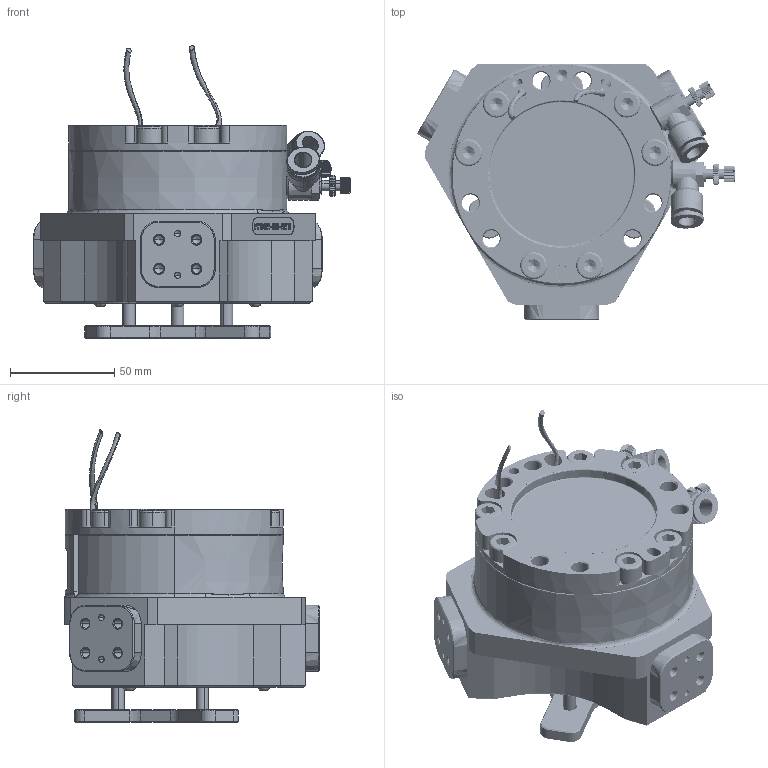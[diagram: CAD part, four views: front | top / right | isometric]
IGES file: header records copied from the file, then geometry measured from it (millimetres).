
Start section: SolidWorks IGES file using analytic representation for surfaces
Global section: file name: FY56ST-D80-BTS.IGS; native system: SolidWorks 2020; preprocessor: SolidWorks 2020; author: Administrator; date: 231113.153918; units: millimetre
Bounding box: 152.5 x 123.03 x 140.59 mm (x, y, z)
Surface area: 185312.2 mm2 (no closed solid volume)
Topology: 0 solids, 0 shells, 2478 faces, 26446 edges, 26362 vertices
Faces by surface type: bspline 1353, revolution 1125
